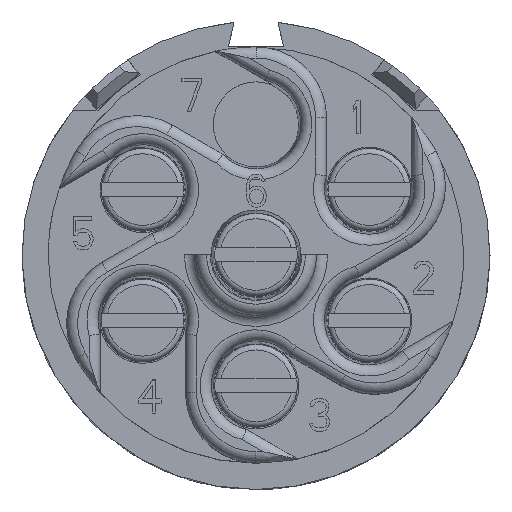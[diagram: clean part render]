
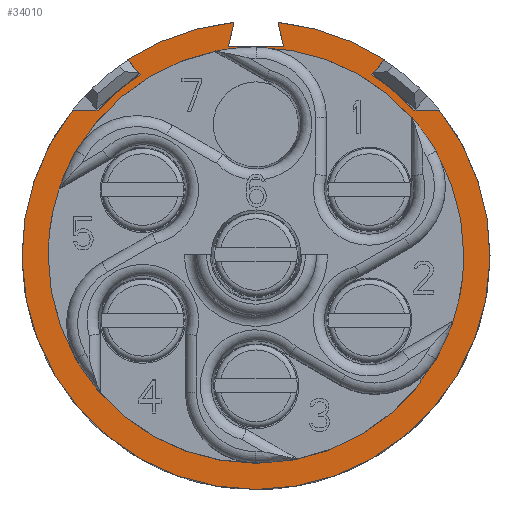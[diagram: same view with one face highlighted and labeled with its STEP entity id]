
A CAD part, top view. The second image highlights one B-rep face of the part: STEP entity #34010.
In plain terms, the highlighted planar face has unit normal (0, 0, 1).
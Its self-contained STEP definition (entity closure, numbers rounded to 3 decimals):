
#1718=CARTESIAN_POINT('',(0.,0.,2.5));
#1719=DIRECTION('',(0.,0.,1.));
#1720=DIRECTION('',(0.548,0.836,0.));
#1721=AXIS2_PLACEMENT_3D('',#1718,#1719,#1720);
#1736=DIRECTION('',(0.22,0.976,0.));
#1737=VECTOR('',#1736,0.91);
#1738=CARTESIAN_POINT('',(-1.,7.575,2.5));
#1739=LINE('',#1738,#1737);
#1740=DIRECTION('',(-1.,0.,0.));
#1741=VECTOR('',#1740,2.);
#1742=CARTESIAN_POINT('',(1.,7.575,2.5));
#1743=LINE('',#1742,#1741);
#1744=DIRECTION('',(0.22,-0.976,0.));
#1745=VECTOR('',#1744,0.91);
#1746=CARTESIAN_POINT('',(0.8,8.462,2.5));
#1747=LINE('',#1746,#1745);
#1748=DIRECTION('',(0.643,0.766,0.));
#1749=VECTOR('',#1748,0.705);
#1750=CARTESIAN_POINT('',(4.206,6.569,2.5));
#1751=LINE('',#1750,#1749);
#1752=CARTESIAN_POINT('',(0.,0.,2.5));
#1753=DIRECTION('',(0.,0.,-1.));
#1754=DIRECTION('',(0.539,0.842,0.));
#1755=AXIS2_PLACEMENT_3D('',#1752,#1753,#1754);
#1757=DIRECTION('',(-1.,0.,0.));
#1758=VECTOR('',#1757,0.92);
#1759=CARTESIAN_POINT('',(6.659,5.283,2.5));
#1760=LINE('',#1759,#1758);
#1761=DIRECTION('',(-1.,0.,0.));
#1762=VECTOR('',#1761,0.92);
#1763=CARTESIAN_POINT('',(-5.738,5.283,2.5));
#1764=LINE('',#1763,#1762);
#1765=CARTESIAN_POINT('',(0.,0.,2.5));
#1766=DIRECTION('',(0.,0.,-1.));
#1767=DIRECTION('',(-0.736,0.677,0.));
#1768=AXIS2_PLACEMENT_3D('',#1765,#1766,#1767);
#1770=DIRECTION('',(0.643,-0.766,0.));
#1771=VECTOR('',#1770,0.705);
#1772=CARTESIAN_POINT('',(-4.66,7.109,2.5));
#1773=LINE('',#1772,#1771);
#1774=CARTESIAN_POINT('',(0.,0.,2.5));
#1775=DIRECTION('',(0.,0.,1.));
#1776=DIRECTION('',(-0.094,0.996,0.));
#1777=AXIS2_PLACEMENT_3D('',#1774,#1775,#1776);
#1804=CARTESIAN_POINT('',(0.,0.,2.5));
#1805=DIRECTION('',(0.,0.,1.));
#1806=DIRECTION('',(-0.783,0.622,0.));
#1807=AXIS2_PLACEMENT_3D('',#1804,#1805,#1806);
#1843=CARTESIAN_POINT('',(0.,0.,2.5));
#1844=DIRECTION('',(0.,0.,-1.));
#1845=DIRECTION('',(-1.,0.,0.));
#1846=AXIS2_PLACEMENT_3D('',#1843,#1844,#1845);
#9723=CARTESIAN_POINT('',(0.,0.,2.5));
#9724=DIRECTION('',(0.,0.,1.));
#9725=DIRECTION('',(-1.,0.,0.));
#9726=AXIS2_PLACEMENT_3D('',#9723,#9724,#9725);
#30156=CARTESIAN_POINT('',(-7.55,0.,2.5));
#30158=VERTEX_POINT('',#30156);
#30160=CARTESIAN_POINT('',(7.55,0.,2.5));
#30162=VERTEX_POINT('',#30160);
#30188=CARTESIAN_POINT('',(0.8,8.462,2.5));
#30190=VERTEX_POINT('',#30188);
#30194=CARTESIAN_POINT('',(-0.8,8.462,2.5));
#30196=VERTEX_POINT('',#30194);
#30200=CARTESIAN_POINT('',(1.,7.575,2.5));
#30201=VERTEX_POINT('',#30200);
#30202=CARTESIAN_POINT('',(-1.,7.575,2.5));
#30203=VERTEX_POINT('',#30202);
#30220=CARTESIAN_POINT('',(-4.66,7.109,2.5));
#30221=VERTEX_POINT('',#30220);
#30222=CARTESIAN_POINT('',(-6.659,5.283,2.5));
#30223=CARTESIAN_POINT('',(6.659,5.283,2.5));
#30224=VERTEX_POINT('',#30222);
#30225=VERTEX_POINT('',#30223);
#30226=CARTESIAN_POINT('',(4.66,7.109,2.5));
#30227=VERTEX_POINT('',#30226);
#30254=CARTESIAN_POINT('',(4.206,6.569,2.5));
#30255=CARTESIAN_POINT('',(5.738,5.283,2.5));
#30256=VERTEX_POINT('',#30254);
#30257=VERTEX_POINT('',#30255);
#30260=CARTESIAN_POINT('',(-4.206,6.569,2.5));
#30261=VERTEX_POINT('',#30260);
#30262=CARTESIAN_POINT('',(-5.738,5.283,2.5));
#30263=VERTEX_POINT('',#30262);
#33979=CARTESIAN_POINT('',(0.,0.,2.5));
#33980=DIRECTION('',(0.,0.,-1.));
#33981=DIRECTION('',(1.,0.,0.));
#33982=AXIS2_PLACEMENT_3D('',#33979,#33980,#33981);
#33983=PLANE('',#33982);
#33985=ORIENTED_EDGE('',*,*,#33984,.F.);
#33986=ORIENTED_EDGE('',*,*,#33867,.F.);
#33987=ORIENTED_EDGE('',*,*,#33887,.F.);
#33988=ORIENTED_EDGE('',*,*,#33907,.F.);
#33989=ORIENTED_EDGE('',*,*,#33970,.F.);
#33991=ORIENTED_EDGE('',*,*,#33990,.F.);
#33992=ORIENTED_EDGE('',*,*,#33628,.T.);
#33994=ORIENTED_EDGE('',*,*,#33993,.F.);
#33996=ORIENTED_EDGE('',*,*,#33995,.F.);
#33998=ORIENTED_EDGE('',*,*,#33997,.F.);
#33999=ORIENTED_EDGE('',*,*,#33620,.T.);
#34001=ORIENTED_EDGE('',*,*,#34000,.F.);
#34002=EDGE_LOOP('',(#33985,#33986,#33987,#33988,#33989,#33991,#33992,#33994,
#33996,#33998,#33999,#34001));
#34003=FACE_OUTER_BOUND('',#34002,.F.);
#34005=ORIENTED_EDGE('',*,*,#34004,.F.);
#34007=ORIENTED_EDGE('',*,*,#34006,.T.);
#34008=EDGE_LOOP('',(#34005,#34007));
#34009=FACE_BOUND('',#34008,.F.);
#1722=CIRCLE('',#1721,8.5);
#1756=CIRCLE('',#1755,7.8);
#1769=CIRCLE('',#1768,7.8);
#1778=CIRCLE('',#1777,8.5);
#1808=CIRCLE('',#1807,8.5);
#1847=CIRCLE('',#1846,7.55);
#9727=CIRCLE('',#9726,7.55);
#33620=EDGE_CURVE('',#30263,#30261,#1769,.T.);
#33628=EDGE_CURVE('',#30256,#30257,#1756,.T.);
#33867=EDGE_CURVE('',#30203,#30196,#1739,.T.);
#33887=EDGE_CURVE('',#30201,#30203,#1743,.T.);
#33907=EDGE_CURVE('',#30190,#30201,#1747,.T.);
#33970=EDGE_CURVE('',#30227,#30190,#1722,.T.);
#33984=EDGE_CURVE('',#30196,#30221,#1778,.T.);
#33990=EDGE_CURVE('',#30256,#30227,#1751,.T.);
#33993=EDGE_CURVE('',#30225,#30257,#1760,.T.);
#33995=EDGE_CURVE('',#30224,#30225,#1808,.T.);
#33997=EDGE_CURVE('',#30263,#30224,#1764,.T.);
#34000=EDGE_CURVE('',#30221,#30261,#1773,.T.);
#34004=EDGE_CURVE('',#30158,#30162,#1847,.T.);
#34006=EDGE_CURVE('',#30158,#30162,#9727,.T.);
#34010=ADVANCED_FACE('',(#34003,#34009),#33983,.F.);
